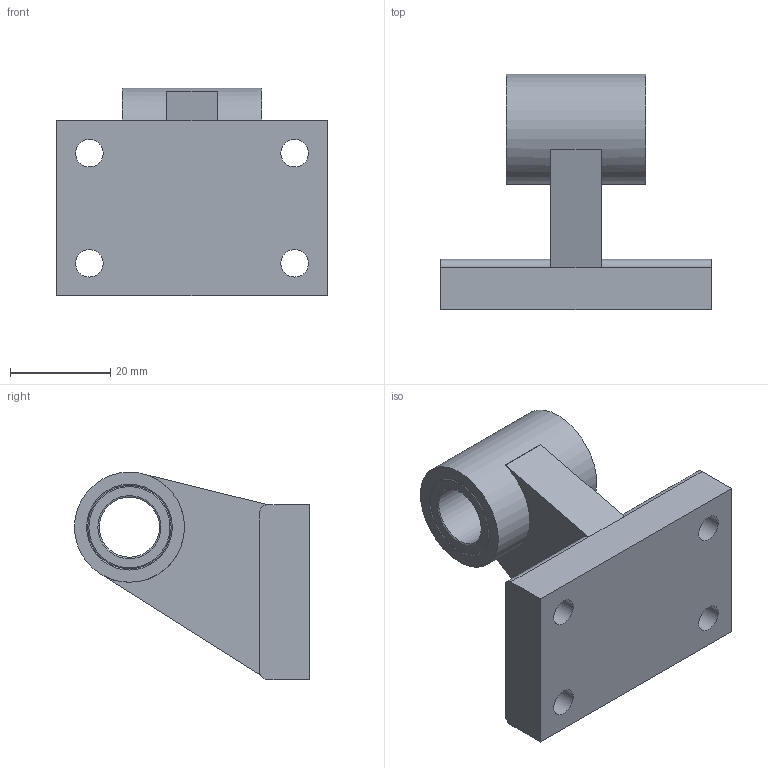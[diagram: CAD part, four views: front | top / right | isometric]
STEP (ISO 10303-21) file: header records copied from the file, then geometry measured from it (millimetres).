
FILE_DESCRIPTION(/* description */ ('STEP AP214'),/* implementation_level */ '2;1');
FILE_NAME(/* name */ '5148_LN-40',/* time_stamp */ '2024-09-04T18:47:27+02:00',/* author */ ('License CC BY-ND 4.0'),/* organization */ ('CADENAS'),/* preprocessor_version */ 'ST-DEVELOPER v19.3',/* originating_system */ 'PARTsolutions',/* authorisation */ ' ');
FILE_SCHEMA (('AUTOMOTIVE_DESIGN {1 0 10303 214 3 1 1}'));
Length unit declared in the file: millimetre
Products named in the file (1): 5148 LN-40
Bounding box: 54 x 47 x 41.5 mm (x, y, z)
Volume: 31082.6 mm3; surface area: 10559.1 mm2
Topology: 1 solids, 1 shells, 33 faces, 82 edges, 53 vertices
Faces by surface type: plane 16, cylinder 11, cone 6
Full cylindrical faces by diameter (mm): 5.5 x4, 12 x1, 22 x1
Entity records: 946 total; most frequent: DIRECTION 166, CARTESIAN_POINT 150, ORIENTED_EDGE 132, EDGE_CURVE 66, AXIS2_PLACEMENT_3D 66, EDGE_LOOP 58, FACE_BOUND 58, VERTEX_POINT 50
